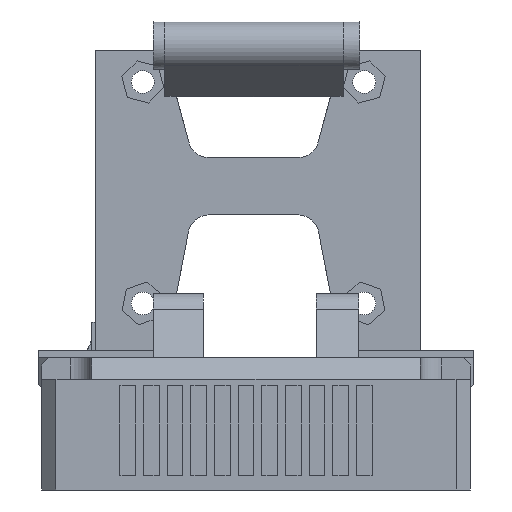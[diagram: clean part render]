
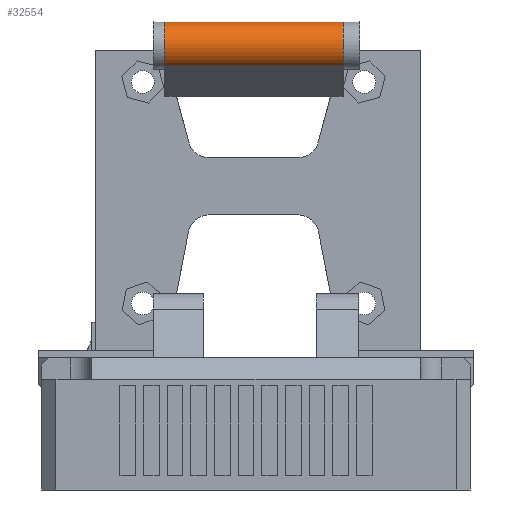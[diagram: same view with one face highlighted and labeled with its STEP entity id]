
A CAD part, front view. The second image highlights one B-rep face of the part: STEP entity #32554.
In plain terms, the highlighted cylindrical face has radius 3.3 mm (diameter 6.6 mm), a partial arc.
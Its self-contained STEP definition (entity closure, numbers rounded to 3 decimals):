
#23405 = PLANE('',#23406);
#23406 = AXIS2_PLACEMENT_3D('',#23407,#23408,#23409);
#23407 = CARTESIAN_POINT('',(-12.8,20.65,43.));
#23408 = DIRECTION('',(0.,-0.786,-0.618));
#23409 = DIRECTION('',(0.,-0.618,0.786));
#23457 = PLANE('',#23458);
#23458 = AXIS2_PLACEMENT_3D('',#23459,#23460,#23461);
#23459 = CARTESIAN_POINT('',(-12.8,11.891,43.74));
#23460 = DIRECTION('',(0.,0.548,0.836));
#23461 = DIRECTION('',(0.,0.836,-0.548));
#28075 = VERTEX_POINT('',#28076);
#28076 = CARTESIAN_POINT('',(-12.8,16.294,48.54));
#28118 = CYLINDRICAL_SURFACE('',#28119,3.3);
#28119 = AXIS2_PLACEMENT_3D('',#28120,#28121,#28122);
#28120 = CARTESIAN_POINT('',(-12.8,13.7,46.5));
#28121 = DIRECTION('',(1.,0.,0.));
#28122 = DIRECTION('',(0.,1.,0.));
#28131 = VERTEX_POINT('',#28132);
#28132 = CARTESIAN_POINT('',(-12.8,11.891,43.74));
#28184 = EDGE_CURVE('',#28131,#28185,#28187,.T.);
#28185 = VERTEX_POINT('',#28186);
#28186 = CARTESIAN_POINT('',(12.2,11.891,43.74));
#28187 = SURFACE_CURVE('',#28188,(#28192,#28199),.PCURVE_S1.);
#28188 = LINE('',#28189,#28190);
#28189 = CARTESIAN_POINT('',(-12.8,11.891,43.74));
#28190 = VECTOR('',#28191,1.);
#28191 = DIRECTION('',(1.,0.,0.));
#28192 = PCURVE('',#23457,#28193);
#28193 = DEFINITIONAL_REPRESENTATION('',(#28194),#28198);
#28194 = LINE('',#28195,#28196);
#28195 = CARTESIAN_POINT('',(0.,-0.));
#28196 = VECTOR('',#28197,1.);
#28197 = DIRECTION('',(0.,-1.));
#28198 = ( GEOMETRIC_REPRESENTATION_CONTEXT(2) 
PARAMETRIC_REPRESENTATION_CONTEXT() REPRESENTATION_CONTEXT('2D SPACE',''
  ) );
#28199 = PCURVE('',#28200,#28205);
#28200 = CYLINDRICAL_SURFACE('',#28201,3.3);
#28201 = AXIS2_PLACEMENT_3D('',#28202,#28203,#28204);
#28202 = CARTESIAN_POINT('',(-12.8,13.7,46.5));
#28203 = DIRECTION('',(-1.,0.,0.));
#28204 = DIRECTION('',(0.,1.,0.));
#28205 = DEFINITIONAL_REPRESENTATION('',(#28206),#28210);
#28206 = LINE('',#28207,#28208);
#28207 = CARTESIAN_POINT('',(-4.132,0.));
#28208 = VECTOR('',#28209,1.);
#28209 = DIRECTION('',(-0.,-1.));
#28210 = ( GEOMETRIC_REPRESENTATION_CONTEXT(2) 
PARAMETRIC_REPRESENTATION_CONTEXT() REPRESENTATION_CONTEXT('2D SPACE',''
  ) );
#28595 = VERTEX_POINT('',#28596);
#28596 = CARTESIAN_POINT('',(12.2,16.294,48.54));
#28634 = CYLINDRICAL_SURFACE('',#28635,3.3);
#28635 = AXIS2_PLACEMENT_3D('',#28636,#28637,#28638);
#28636 = CARTESIAN_POINT('',(12.2,13.7,46.5));
#28637 = DIRECTION('',(-1.,0.,0.));
#28638 = DIRECTION('',(0.,1.,0.));
#28763 = EDGE_CURVE('',#28075,#28595,#28764,.T.);
#28764 = SURFACE_CURVE('',#28765,(#28769,#28776),.PCURVE_S1.);
#28765 = LINE('',#28766,#28767);
#28766 = CARTESIAN_POINT('',(-12.8,16.294,48.54));
#28767 = VECTOR('',#28768,1.);
#28768 = DIRECTION('',(1.,0.,0.));
#28769 = PCURVE('',#23405,#28770);
#28770 = DEFINITIONAL_REPRESENTATION('',(#28771),#28775);
#28771 = LINE('',#28772,#28773);
#28772 = CARTESIAN_POINT('',(7.047,0.));
#28773 = VECTOR('',#28774,1.);
#28774 = DIRECTION('',(0.,-1.));
#28775 = ( GEOMETRIC_REPRESENTATION_CONTEXT(2) 
PARAMETRIC_REPRESENTATION_CONTEXT() REPRESENTATION_CONTEXT('2D SPACE',''
  ) );
#28776 = PCURVE('',#28200,#28777);
#28777 = DEFINITIONAL_REPRESENTATION('',(#28778),#28782);
#28778 = LINE('',#28779,#28780);
#28779 = CARTESIAN_POINT('',(-0.666,0.));
#28780 = VECTOR('',#28781,1.);
#28781 = DIRECTION('',(-0.,-1.));
#28782 = ( GEOMETRIC_REPRESENTATION_CONTEXT(2) 
PARAMETRIC_REPRESENTATION_CONTEXT() REPRESENTATION_CONTEXT('2D SPACE',''
  ) );
#32484 = EDGE_CURVE('',#28075,#28131,#32485,.T.);
#32485 = SURFACE_CURVE('',#32486,(#32491,#32498),.PCURVE_S1.);
#32486 = CIRCLE('',#32487,3.3);
#32487 = AXIS2_PLACEMENT_3D('',#32488,#32489,#32490);
#32488 = CARTESIAN_POINT('',(-12.8,13.7,46.5));
#32489 = DIRECTION('',(1.,0.,0.));
#32490 = DIRECTION('',(0.,1.,0.));
#32491 = PCURVE('',#28118,#32492);
#32492 = DEFINITIONAL_REPRESENTATION('',(#32493),#32497);
#32493 = LINE('',#32494,#32495);
#32494 = CARTESIAN_POINT('',(-6.283,0.));
#32495 = VECTOR('',#32496,1.);
#32496 = DIRECTION('',(1.,-0.));
#32497 = ( GEOMETRIC_REPRESENTATION_CONTEXT(2) 
PARAMETRIC_REPRESENTATION_CONTEXT() REPRESENTATION_CONTEXT('2D SPACE',''
  ) );
#32498 = PCURVE('',#28200,#32499);
#32499 = DEFINITIONAL_REPRESENTATION('',(#32500),#32504);
#32500 = LINE('',#32501,#32502);
#32501 = CARTESIAN_POINT('',(-0.,0.));
#32502 = VECTOR('',#32503,1.);
#32503 = DIRECTION('',(-1.,0.));
#32504 = ( GEOMETRIC_REPRESENTATION_CONTEXT(2) 
PARAMETRIC_REPRESENTATION_CONTEXT() REPRESENTATION_CONTEXT('2D SPACE',''
  ) );
#32554 = ADVANCED_FACE('',(#32555),#28200,.T.);
#32555 = FACE_BOUND('',#32556,.F.);
#32556 = EDGE_LOOP('',(#32557,#32558,#32580,#32581));
#32557 = ORIENTED_EDGE('',*,*,#28763,.T.);
#32558 = ORIENTED_EDGE('',*,*,#32559,.T.);
#32559 = EDGE_CURVE('',#28595,#28185,#32560,.T.);
#32560 = SURFACE_CURVE('',#32561,(#32566,#32573),.PCURVE_S1.);
#32561 = CIRCLE('',#32562,3.3);
#32562 = AXIS2_PLACEMENT_3D('',#32563,#32564,#32565);
#32563 = CARTESIAN_POINT('',(12.2,13.7,46.5));
#32564 = DIRECTION('',(1.,0.,0.));
#32565 = DIRECTION('',(0.,1.,0.));
#32566 = PCURVE('',#28200,#32567);
#32567 = DEFINITIONAL_REPRESENTATION('',(#32568),#32572);
#32568 = LINE('',#32569,#32570);
#32569 = CARTESIAN_POINT('',(-0.,-25.));
#32570 = VECTOR('',#32571,1.);
#32571 = DIRECTION('',(-1.,0.));
#32572 = ( GEOMETRIC_REPRESENTATION_CONTEXT(2) 
PARAMETRIC_REPRESENTATION_CONTEXT() REPRESENTATION_CONTEXT('2D SPACE',''
  ) );
#32573 = PCURVE('',#28634,#32574);
#32574 = DEFINITIONAL_REPRESENTATION('',(#32575),#32579);
#32575 = LINE('',#32576,#32577);
#32576 = CARTESIAN_POINT('',(-0.,0.));
#32577 = VECTOR('',#32578,1.);
#32578 = DIRECTION('',(-1.,0.));
#32579 = ( GEOMETRIC_REPRESENTATION_CONTEXT(2) 
PARAMETRIC_REPRESENTATION_CONTEXT() REPRESENTATION_CONTEXT('2D SPACE',''
  ) );
#32580 = ORIENTED_EDGE('',*,*,#28184,.F.);
#32581 = ORIENTED_EDGE('',*,*,#32484,.F.);
